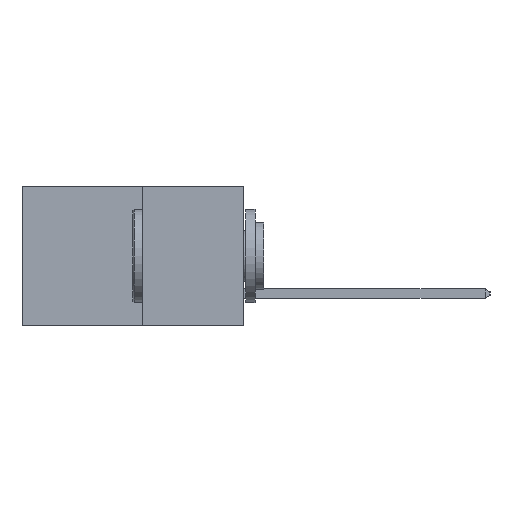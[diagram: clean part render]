
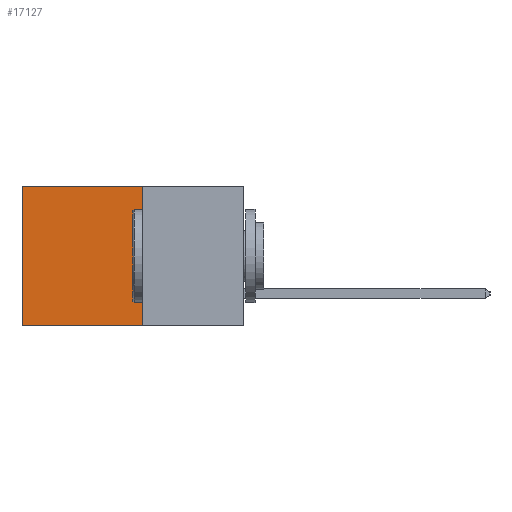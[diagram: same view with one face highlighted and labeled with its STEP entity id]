
A CAD part, left-side view. The second image highlights one B-rep face of the part: STEP entity #17127.
In plain terms, the highlighted planar face has unit normal (-1, 0, 0).
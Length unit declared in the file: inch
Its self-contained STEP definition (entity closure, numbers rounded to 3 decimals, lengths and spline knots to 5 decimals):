
#437 = VERTEX_POINT ( 'NONE', #8112 ) ;
#660 = DIRECTION ( 'NONE',  ( 0., 0., -1. ) ) ;
#2227 = CARTESIAN_POINT ( 'NONE',  ( 0.277, 0.27, 0. ) ) ;
#2369 = CARTESIAN_POINT ( 'NONE',  ( 0.277, 0.59, -0.37 ) ) ;
#4292 = DIRECTION ( 'NONE',  ( 0., 0., -1. ) ) ;
#4898 = CARTESIAN_POINT ( 'NONE',  ( 0.277, 0.59, -0.37 ) ) ;
#6349 = VERTEX_POINT ( 'NONE', #23310 ) ;
#6354 = EDGE_CURVE ( 'NONE', #437, #20840, #23152, .T. ) ;
#6788 = AXIS2_PLACEMENT_3D ( 'NONE', #22362, #24191, #13059 ) ;
#7419 = VERTEX_POINT ( 'NONE', #2227 ) ;
#7508 = ORIENTED_EDGE ( 'NONE', *, *, #7550, .F. ) ;
#7550 = EDGE_CURVE ( 'NONE', #7419, #437, #21063, .T. ) ;
#8085 = VECTOR ( 'NONE', #18867, 39.37008 ) ;
#8112 = CARTESIAN_POINT ( 'NONE',  ( 0.277, 0.27, -0.37 ) ) ;
#9165 = PLANE ( 'NONE',  #6788 ) ;
#10498 = ORIENTED_EDGE ( 'NONE', *, *, #6354, .F. ) ;
#10500 = CARTESIAN_POINT ( 'NONE',  ( 0.277, 0.27, -0.37 ) ) ;
#11266 = ORIENTED_EDGE ( 'NONE', *, *, #14915, .T. ) ;
#11881 = ORIENTED_EDGE ( 'NONE', *, *, #24362, .T. ) ;
#12649 = EDGE_LOOP ( 'NONE', ( #11266, #10498, #7508, #11881 ) ) ;
#13059 = DIRECTION ( 'NONE',  ( 0., 0., -1. ) ) ;
#14915 = EDGE_CURVE ( 'NONE', #6349, #20840, #15040, .T. ) ;
#15040 = LINE ( 'NONE', #2369, #20007 ) ;
#15273 = LINE ( 'NONE', #23553, #20236 ) ;
#16174 = DIRECTION ( 'NONE',  ( 0., 1., 0. ) ) ;
#17127 = ADVANCED_FACE ( 'NONE', ( #22216 ), #9165, .F. ) ;
#18867 = DIRECTION ( 'NONE',  ( 0., 1., 0. ) ) ;
#19911 = VECTOR ( 'NONE', #660, 39.37008 ) ;
#20007 = VECTOR ( 'NONE', #4292, 39.37008 ) ;
#20236 = VECTOR ( 'NONE', #16174, 39.37008 ) ;
#20840 = VERTEX_POINT ( 'NONE', #4898 ) ;
#21063 = LINE ( 'NONE', #10500, #19911 ) ;
#21190 = CARTESIAN_POINT ( 'NONE',  ( 0.277, 0.27, -0.37 ) ) ;
#22216 = FACE_OUTER_BOUND ( 'NONE', #12649, .T. ) ;
#22362 = CARTESIAN_POINT ( 'NONE',  ( 0.277, 0.27, -0.37 ) ) ;
#23152 = LINE ( 'NONE', #21190, #8085 ) ;
#23310 = CARTESIAN_POINT ( 'NONE',  ( 0.277, 0.59, 0. ) ) ;
#23553 = CARTESIAN_POINT ( 'NONE',  ( 0.277, 0.27, 0. ) ) ;
#24191 = DIRECTION ( 'NONE',  ( 1., 0., 0. ) ) ;
#24362 = EDGE_CURVE ( 'NONE', #7419, #6349, #15273, .T. ) ;
